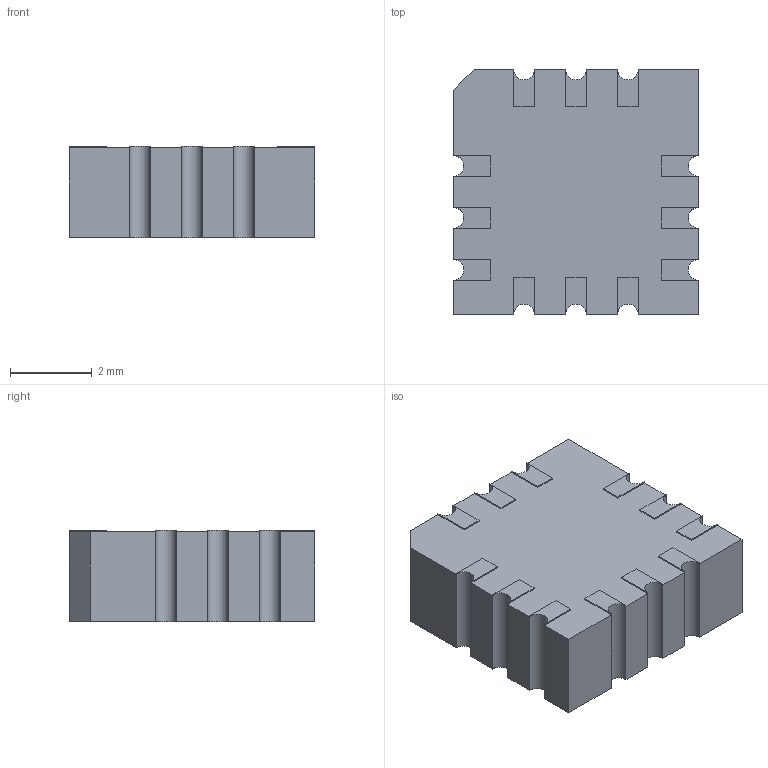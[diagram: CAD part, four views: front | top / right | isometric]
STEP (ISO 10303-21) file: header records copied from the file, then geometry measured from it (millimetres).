
FILE_DESCRIPTION(('Open CASCADE Model'),'2;1');
FILE_NAME('Open CASCADE Shape Model','2023-02-07T23:52:50',('Author'),( 'Open CASCADE'),'Open CASCADE STEP processor 7.5','Open CASCADE 7.5' ,'Unknown');
FILE_SCHEMA(('AUTOMOTIVE_DESIGN { 1 0 10303 214 1 1 1 1 }'));
Length unit declared in the file: millimetre
Products named in the file (27): LCCS127P600X600X220-14N.step; Open CASCADE STEP translator 7.5 3.1; Open CASCADE STEP translator 7.5 3.1.1; Open CASCADE STEP translator 7.5 3.2; Open CASCADE STEP translator 7.5 3.2.1; Open CASCADE STEP translator 7.5 3.3; Open CASCADE STEP translator 7.5 3.3.1; Open CASCADE STEP translator 7.5 3.4; Open CASCADE STEP translator 7.5 3.4.1; Open CASCADE STEP translator 7.5 3.5; Open CASCADE STEP translator 7.5 3.5.1; Open CASCADE STEP translator 7.5 3.6; Open CASCADE STEP translator 7.5 3.6.1; Open CASCADE STEP translator 7.5 3.7; Open CASCADE STEP translator 7.5 3.7.1; Open CASCADE STEP translator 7.5 3.8; Open CASCADE STEP translator 7.5 3.8.1; Open CASCADE STEP translator 7.5 3.9; Open CASCADE STEP translator 7.5 3.9.1; Open CASCADE STEP translator 7.5 3.10; Open CASCADE STEP translator 7.5 3.10.1; Open CASCADE STEP translator 7.5 3.11; Open CASCADE STEP translator 7.5 3.11.1; Open CASCADE STEP translator 7.5 3.12; Open CASCADE STEP translator 7.5 3.12.1; Body; Open CASCADE STEP translator 7.5 3.13.1
Assembly tree (26 placements, depth 3):
  LCCS127P600X600X220-14N.step
    Open CASCADE STEP translator 7.5 3.1
      Open CASCADE STEP translator 7.5 3.1.1
    Open CASCADE STEP translator 7.5 3.2
      Open CASCADE STEP translator 7.5 3.2.1
    Open CASCADE STEP translator 7.5 3.3
      Open CASCADE STEP translator 7.5 3.3.1
    Open CASCADE STEP translator 7.5 3.4
      Open CASCADE STEP translator 7.5 3.4.1
    Open CASCADE STEP translator 7.5 3.5
      Open CASCADE STEP translator 7.5 3.5.1
    Open CASCADE STEP translator 7.5 3.6
      Open CASCADE STEP translator 7.5 3.6.1
    Open CASCADE STEP translator 7.5 3.7
      Open CASCADE STEP translator 7.5 3.7.1
    Open CASCADE STEP translator 7.5 3.8
      Open CASCADE STEP translator 7.5 3.8.1
    Open CASCADE STEP translator 7.5 3.9
      Open CASCADE STEP translator 7.5 3.9.1
    Open CASCADE STEP translator 7.5 3.10
      Open CASCADE STEP translator 7.5 3.10.1
    Open CASCADE STEP translator 7.5 3.11
      Open CASCADE STEP translator 7.5 3.11.1
    Open CASCADE STEP translator 7.5 3.12
      Open CASCADE STEP translator 7.5 3.12.1
    Body
      Open CASCADE STEP translator 7.5 3.13.1
Bounding box: 6 x 6 x 2.23 mm (x, y, z)
Volume: 76.3 mm3; surface area: 253.7 mm2
Topology: 13 solids, 13 shells, 127 faces, 303 edges, 202 vertices
Faces by surface type: plane 115, cylinder 12
Entity records: 8056 total; most frequent: CARTESIAN_POINT 1355, DIRECTION 1151, LINE 771, VECTOR 771, ORIENTED_EDGE 606, PCURVE 606, DEFINITIONAL_REPRESENTATION 606, EDGE_CURVE 303
